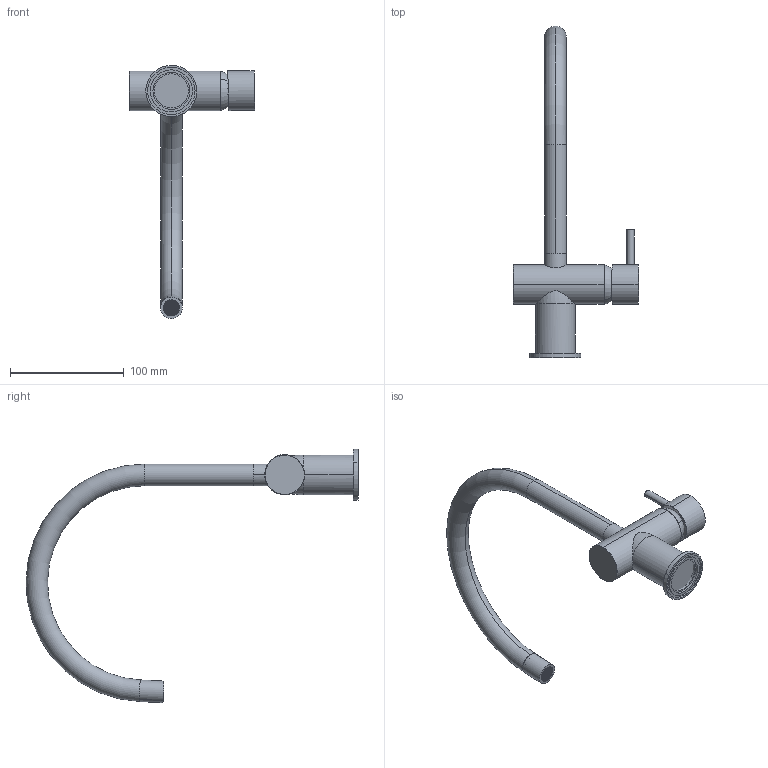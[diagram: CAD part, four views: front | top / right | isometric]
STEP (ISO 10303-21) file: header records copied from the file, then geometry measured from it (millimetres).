
FILE_DESCRIPTION (( 'STEP AP214' ), '1' );
FILE_NAME ('SUSSEX_SCALA_MINI_SLSMCLLH_sink_mixer_curved_large_lh_shell.STEP', '2022-11-24T03:30:28', ( '' ), ( '' ), 'SwSTEP 2.0', 'SolidWorks 2020', '' );
FILE_SCHEMA (( 'AUTOMOTIVE_DESIGN' ));
Length unit declared in the file: millimetre
Products named in the file (1): SUSSEX_SCALA_MINI_SLSMCLLH_sink_mixer_curved_large_lh_shell
Bounding box: 110.27 x 292.07 x 222.89 mm (x, y, z)
Volume: 178162.8 mm3; surface area: 76718.9 mm2
Topology: 8 solids, 8 shells, 1884 faces, 5702 edges, 3794 vertices
Faces by surface type: plane 1802, cylinder 62, cone 10, torus 8, sphere 2
Entity records: 85126 total; most frequent: CARTESIAN_POINT 11757, ORIENTED_EDGE 11404, DIRECTION 9704, EDGE_CURVE 5702, VECTOR 5426, LINE 5426, VERTEX_POINT 3794, EDGE_LOOP 2472
